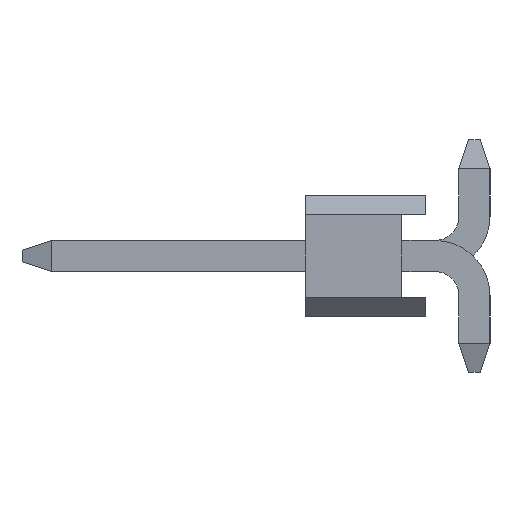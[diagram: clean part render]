
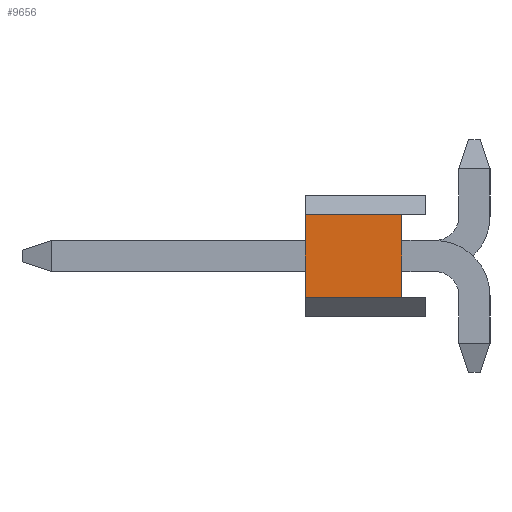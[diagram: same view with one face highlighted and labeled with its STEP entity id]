
A CAD part, left-side view. The second image highlights one B-rep face of the part: STEP entity #9656.
In plain terms, the highlighted planar face has unit normal (-1, 0, 0).
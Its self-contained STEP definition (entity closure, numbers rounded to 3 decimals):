
#1=DIRECTION('',(0.,1.,0.));
#2=VECTOR('',#1,1.99);
#3=CARTESIAN_POINT('',(-25.4,-0.745,-0.855));
#4=LINE('',#3,#2);
#5=DIRECTION('',(0.,0.,1.));
#6=VECTOR('',#5,1.71);
#7=CARTESIAN_POINT('',(-25.4,1.245,-0.855));
#8=LINE('',#7,#6);
#9=DIRECTION('',(0.,1.,0.));
#10=VECTOR('',#9,1.99);
#11=CARTESIAN_POINT('',(-25.4,-0.745,0.855));
#12=LINE('',#11,#10);
#13=DIRECTION('',(0.,0.,-1.));
#14=VECTOR('',#13,1.71);
#15=CARTESIAN_POINT('',(-25.4,-0.745,0.855));
#16=LINE('',#15,#14);
#7473=CARTESIAN_POINT('',(-25.4,-0.745,-0.855));
#7474=CARTESIAN_POINT('',(-25.4,1.245,-0.855));
#7475=VERTEX_POINT('',#7473);
#7476=VERTEX_POINT('',#7474);
#7496=CARTESIAN_POINT('',(-25.4,1.245,0.855));
#7498=VERTEX_POINT('',#7496);
#7615=CARTESIAN_POINT('',(-25.4,-0.745,0.855));
#7616=VERTEX_POINT('',#7615);
#9641=CARTESIAN_POINT('',(-25.4,0.,0.));
#9642=DIRECTION('',(1.,0.,0.));
#9643=DIRECTION('',(0.,0.,-1.));
#9644=AXIS2_PLACEMENT_3D('',#9641,#9642,#9643);
#9645=PLANE('',#9644);
#9647=ORIENTED_EDGE('',*,*,#9646,.T.);
#9649=ORIENTED_EDGE('',*,*,#9648,.T.);
#9651=ORIENTED_EDGE('',*,*,#9650,.F.);
#9653=ORIENTED_EDGE('',*,*,#9652,.T.);
#9654=EDGE_LOOP('',(#9647,#9649,#9651,#9653));
#9655=FACE_OUTER_BOUND('',#9654,.F.);
#9656=ADVANCED_FACE('',(#9655),#9645,.F.);
#9646=EDGE_CURVE('',#7475,#7476,#4,.T.);
#9648=EDGE_CURVE('',#7476,#7498,#8,.T.);
#9650=EDGE_CURVE('',#7616,#7498,#12,.T.);
#9652=EDGE_CURVE('',#7616,#7475,#16,.T.);
